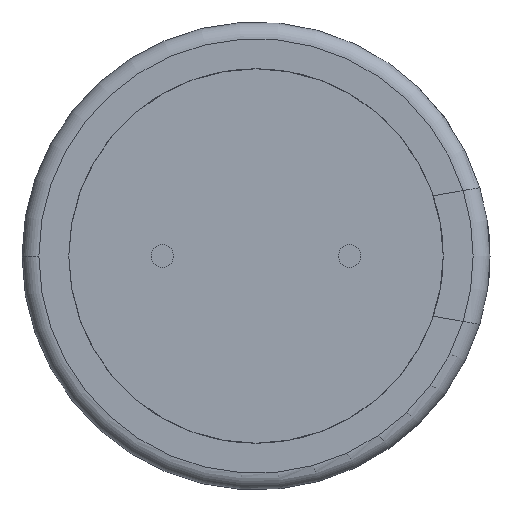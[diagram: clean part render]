
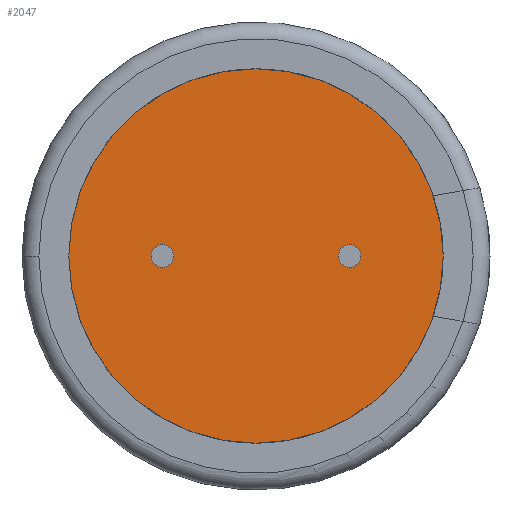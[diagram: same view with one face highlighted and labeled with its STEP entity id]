
A CAD part, front view. The second image highlights one B-rep face of the part: STEP entity #2047.
In plain terms, the highlighted planar face has unit normal (0, -1, 0).
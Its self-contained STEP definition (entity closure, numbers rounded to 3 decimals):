
#37 = EDGE_CURVE ( 'NONE', #664, #1170, #830, .T. ) ;
#75 = DIRECTION ( 'NONE',  ( 0., 1., 0. ) ) ;
#79 = VERTEX_POINT ( 'NONE', #1438 ) ;
#154 = AXIS2_PLACEMENT_3D ( 'NONE', #1629, #359, #519 ) ;
#186 = EDGE_CURVE ( 'NONE', #1163, #1738, #1549, .T. ) ;
#229 = FACE_BOUND ( 'NONE', #667, .T. ) ;
#252 = DIRECTION ( 'NONE',  ( -1., 0., 0. ) ) ;
#272 = CIRCLE ( 'NONE', #635, 0.3 ) ;
#322 = AXIS2_PLACEMENT_3D ( 'NONE', #1181, #699, #861 ) ;
#357 = CIRCLE ( 'NONE', #435, 0.3 ) ;
#359 = DIRECTION ( 'NONE',  ( 0., -1., 0. ) ) ;
#400 = CARTESIAN_POINT ( 'NONE',  ( 5., 0., 0. ) ) ;
#435 = AXIS2_PLACEMENT_3D ( 'NONE', #892, #1074, #1836 ) ;
#475 = DIRECTION ( 'NONE',  ( -1., 0., 0. ) ) ;
#519 = DIRECTION ( 'NONE',  ( -1., 0., 0. ) ) ;
#544 = CARTESIAN_POINT ( 'NONE',  ( -2.5, 0., 0.3 ) ) ;
#576 = CARTESIAN_POINT ( 'NONE',  ( 0., 0., 0. ) ) ;
#635 = AXIS2_PLACEMENT_3D ( 'NONE', #1518, #900, #252 ) ;
#639 = DIRECTION ( 'NONE',  ( 0., 1., 0. ) ) ;
#648 = ORIENTED_EDGE ( 'NONE', *, *, #1339, .F. ) ;
#658 = EDGE_CURVE ( 'NONE', #1738, #1163, #272, .T. ) ;
#664 = VERTEX_POINT ( 'NONE', #1374 ) ;
#667 = EDGE_LOOP ( 'NONE', ( #762, #683 ) ) ;
#683 = ORIENTED_EDGE ( 'NONE', *, *, #1089, .F. ) ;
#699 = DIRECTION ( 'NONE',  ( 0., -1., 0. ) ) ;
#762 = ORIENTED_EDGE ( 'NONE', *, *, #1959, .F. ) ;
#765 = CARTESIAN_POINT ( 'NONE',  ( 0., 0., 0. ) ) ;
#830 = CIRCLE ( 'NONE', #1767, 5. ) ;
#833 = ORIENTED_EDGE ( 'NONE', *, *, #186, .F. ) ;
#857 = EDGE_LOOP ( 'NONE', ( #1812, #648 ) ) ;
#861 = DIRECTION ( 'NONE',  ( -1., 0., 0. ) ) ;
#892 = CARTESIAN_POINT ( 'NONE',  ( 2.5, 0., 0. ) ) ;
#900 = DIRECTION ( 'NONE',  ( 0., -1., 0. ) ) ;
#936 = CARTESIAN_POINT ( 'NONE',  ( 0., 0., 0. ) ) ;
#948 = CIRCLE ( 'NONE', #322, 0.3 ) ;
#1017 = VERTEX_POINT ( 'NONE', #1894 ) ;
#1021 = FACE_BOUND ( 'NONE', #1062, .T. ) ;
#1062 = EDGE_LOOP ( 'NONE', ( #1849, #833 ) ) ;
#1073 = AXIS2_PLACEMENT_3D ( 'NONE', #576, #75, #475 ) ;
#1074 = DIRECTION ( 'NONE',  ( 0., -1., 0. ) ) ;
#1089 = EDGE_CURVE ( 'NONE', #79, #1017, #948, .T. ) ;
#1163 = VERTEX_POINT ( 'NONE', #1214 ) ;
#1170 = VERTEX_POINT ( 'NONE', #400 ) ;
#1181 = CARTESIAN_POINT ( 'NONE',  ( 2.5, 0., 0. ) ) ;
#1201 = PLANE ( 'NONE',  #1765 ) ;
#1214 = CARTESIAN_POINT ( 'NONE',  ( -2.5, 0., -0.3 ) ) ;
#1339 = EDGE_CURVE ( 'NONE', #1170, #664, #1366, .T. ) ;
#1366 = CIRCLE ( 'NONE', #1073, 5. ) ;
#1374 = CARTESIAN_POINT ( 'NONE',  ( -5., 0., 0. ) ) ;
#1438 = CARTESIAN_POINT ( 'NONE',  ( 2.5, 0., -0.3 ) ) ;
#1518 = CARTESIAN_POINT ( 'NONE',  ( -2.5, 0., 0. ) ) ;
#1549 = CIRCLE ( 'NONE', #154, 0.3 ) ;
#1572 = DIRECTION ( 'NONE',  ( -1., 0., 0. ) ) ;
#1629 = CARTESIAN_POINT ( 'NONE',  ( -2.5, 0., 0. ) ) ;
#1716 = DIRECTION ( 'NONE',  ( 0., 1., 0. ) ) ;
#1738 = VERTEX_POINT ( 'NONE', #544 ) ;
#1765 = AXIS2_PLACEMENT_3D ( 'NONE', #765, #1716, #1572 ) ;
#1767 = AXIS2_PLACEMENT_3D ( 'NONE', #936, #639, #2027 ) ;
#1812 = ORIENTED_EDGE ( 'NONE', *, *, #37, .F. ) ;
#1836 = DIRECTION ( 'NONE',  ( -1., 0., 0. ) ) ;
#1849 = ORIENTED_EDGE ( 'NONE', *, *, #658, .F. ) ;
#1894 = CARTESIAN_POINT ( 'NONE',  ( 2.5, 0., 0.3 ) ) ;
#1959 = EDGE_CURVE ( 'NONE', #1017, #79, #357, .T. ) ;
#1990 = FACE_OUTER_BOUND ( 'NONE', #857, .T. ) ;
#2027 = DIRECTION ( 'NONE',  ( -1., 0., 0. ) ) ;
#2047 = ADVANCED_FACE ( 'NONE', ( #1021, #229, #1990 ), #1201, .F. ) ;
